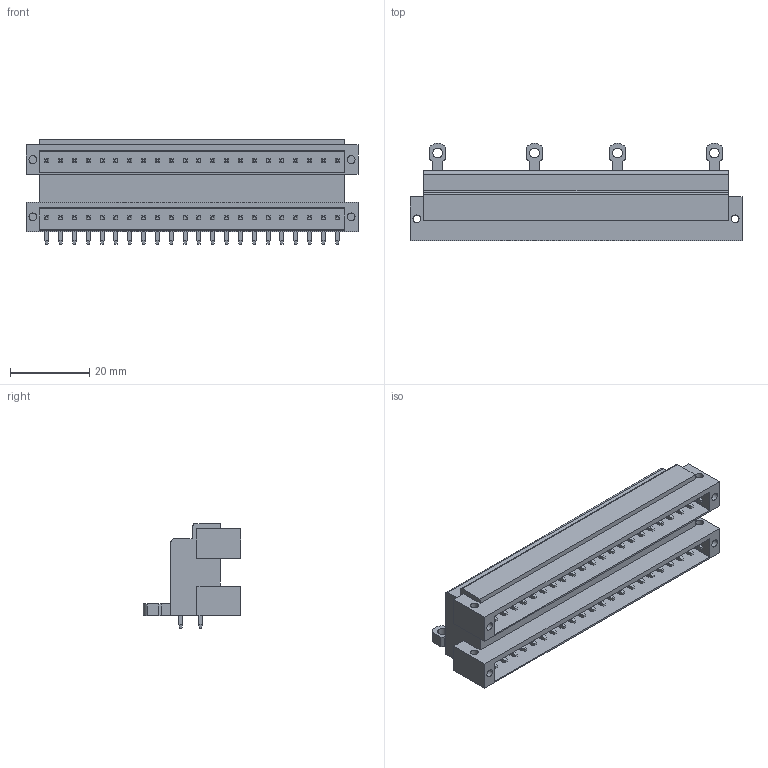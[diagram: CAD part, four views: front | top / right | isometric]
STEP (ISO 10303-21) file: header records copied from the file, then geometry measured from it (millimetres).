
FILE_DESCRIPTION(('CATIA V5 STEP Exchange','CAx-IF Rec.Pracs.--- Model Styling and Organization---1.2---2011-12-15'),'2;1');
FILE_NAME ('D1453983_0_1634010000_1634010000.stp','2018-11-10T04:56:42+00:00',('none'),('Weidmueller'),'CATIA Version 5-6 Release 2014','CATIA V5 STEP AP214','none');
FILE_SCHEMA(('AUTOMOTIVE_DESIGN { 1 0 10303 214 1 1 1 1 }'));
Length unit declared in the file: millimetre
Products named in the file (1): 1634010000
Bounding box: 84 x 24.7 x 26.5 mm (x, y, z)
Volume: 21607 mm3; surface area: 18655.8 mm2
Topology: 45 solids, 45 shells, 1067 faces, 2561 edges, 1590 vertices
Faces by surface type: plane 1024, cylinder 43
Entity records: 26409 total; most frequent: ORIENTED_EDGE 5122, CARTESIAN_POINT 4864, DIRECTION 2929, EDGE_CURVE 2561, VECTOR 2123, LINE 2123, VERTEX_POINT 1590, EDGE_LOOP 1177
